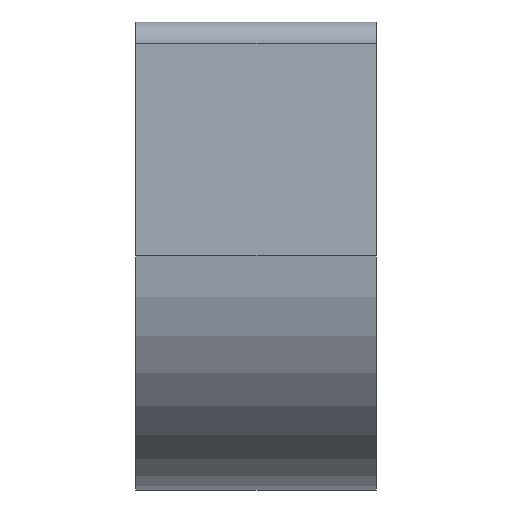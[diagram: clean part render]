
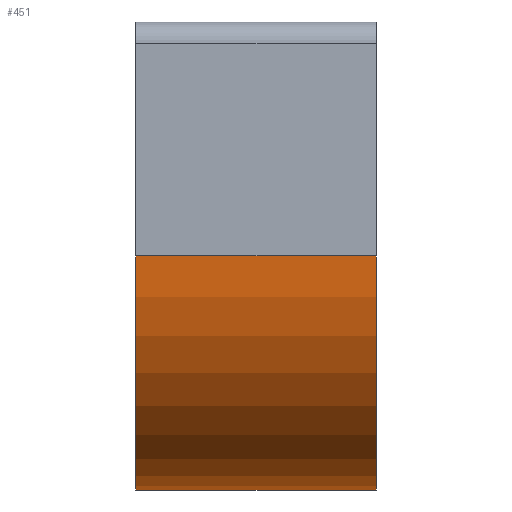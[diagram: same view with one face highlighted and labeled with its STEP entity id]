
A CAD part, left-side view. The second image highlights one B-rep face of the part: STEP entity #451.
In plain terms, the highlighted cylindrical face has radius 29.15 mm (diameter 58.3 mm), a partial arc.
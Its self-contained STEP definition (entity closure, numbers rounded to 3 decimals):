
#29 = VERTEX_POINT ( 'NONE', #45 ) ;
#45 = CARTESIAN_POINT ( 'NONE',  ( -29.15, 0., 0. ) ) ;
#97 = CARTESIAN_POINT ( 'NONE',  ( -29.15, 30., 0. ) ) ;
#120 = CIRCLE ( 'NONE', #1127, 29.15 ) ;
#160 = CARTESIAN_POINT ( 'NONE',  ( 0., 30., 0. ) ) ;
#183 = LINE ( 'NONE', #206, #539 ) ;
#193 = DIRECTION ( 'NONE',  ( 0., 0., -1. ) ) ;
#206 = CARTESIAN_POINT ( 'NONE',  ( 0., 0., -29.15 ) ) ;
#250 = AXIS2_PLACEMENT_3D ( 'NONE', #357, #1232, #193 ) ;
#278 = DIRECTION ( 'NONE',  ( 0., -1., 0. ) ) ;
#307 = AXIS2_PLACEMENT_3D ( 'NONE', #380, #1483, #760 ) ;
#357 = CARTESIAN_POINT ( 'NONE',  ( 0., 0., 0. ) ) ;
#380 = CARTESIAN_POINT ( 'NONE',  ( 0., 0., 0. ) ) ;
#400 = DIRECTION ( 'NONE',  ( 0., 1., 0. ) ) ;
#402 = VERTEX_POINT ( 'NONE', #542 ) ;
#451 = ADVANCED_FACE ( 'NONE', ( #1610 ), #1208, .T. ) ;
#502 = ORIENTED_EDGE ( 'NONE', *, *, #982, .T. ) ;
#539 = VECTOR ( 'NONE', #1194, 1000. ) ;
#542 = CARTESIAN_POINT ( 'NONE',  ( 0., 30., -29.15 ) ) ;
#628 = VERTEX_POINT ( 'NONE', #1296 ) ;
#685 = EDGE_LOOP ( 'NONE', ( #1433, #869, #1344, #502 ) ) ;
#760 = DIRECTION ( 'NONE',  ( 0., 0., -1. ) ) ;
#776 = CIRCLE ( 'NONE', #307, 29.15 ) ;
#813 = EDGE_CURVE ( 'NONE', #628, #29, #776, .T. ) ;
#869 = ORIENTED_EDGE ( 'NONE', *, *, #1128, .T. ) ;
#909 = LINE ( 'NONE', #1424, #962 ) ;
#961 = EDGE_CURVE ( 'NONE', #1367, #402, #120, .T. ) ;
#962 = VECTOR ( 'NONE', #400, 1000. ) ;
#982 = EDGE_CURVE ( 'NONE', #29, #1367, #909, .T. ) ;
#1127 = AXIS2_PLACEMENT_3D ( 'NONE', #160, #278, #1312 ) ;
#1128 = EDGE_CURVE ( 'NONE', #402, #628, #183, .T. ) ;
#1194 = DIRECTION ( 'NONE',  ( 0., -1., 0. ) ) ;
#1208 = CYLINDRICAL_SURFACE ( 'NONE', #250, 29.15 ) ;
#1232 = DIRECTION ( 'NONE',  ( 0., -1., 0. ) ) ;
#1296 = CARTESIAN_POINT ( 'NONE',  ( 0., 0., -29.15 ) ) ;
#1312 = DIRECTION ( 'NONE',  ( 0., 0., -1. ) ) ;
#1344 = ORIENTED_EDGE ( 'NONE', *, *, #813, .T. ) ;
#1367 = VERTEX_POINT ( 'NONE', #97 ) ;
#1424 = CARTESIAN_POINT ( 'NONE',  ( -29.15, 15., 0. ) ) ;
#1433 = ORIENTED_EDGE ( 'NONE', *, *, #961, .T. ) ;
#1483 = DIRECTION ( 'NONE',  ( 0., 1., 0. ) ) ;
#1610 = FACE_OUTER_BOUND ( 'NONE', #685, .T. ) ;
